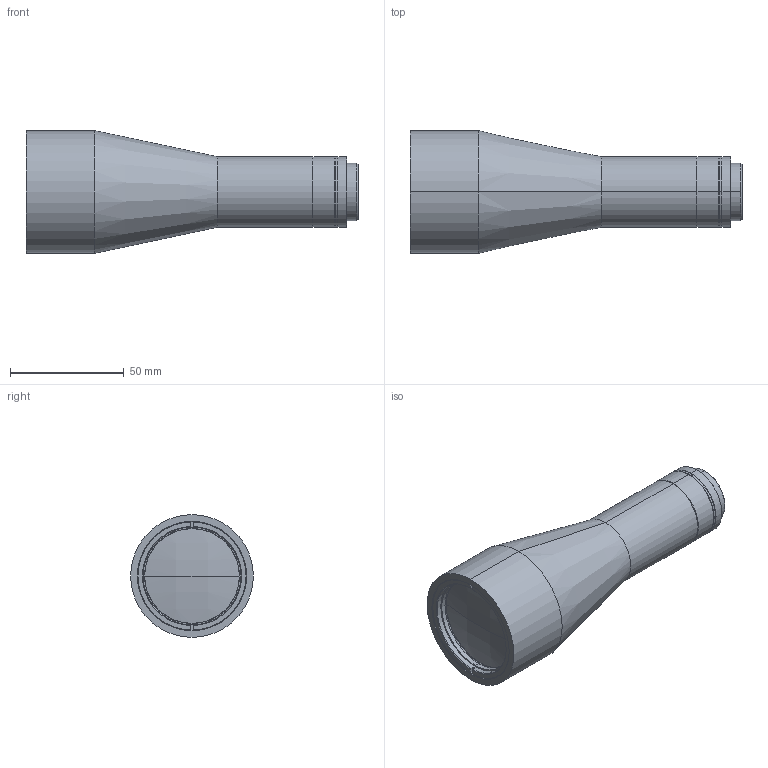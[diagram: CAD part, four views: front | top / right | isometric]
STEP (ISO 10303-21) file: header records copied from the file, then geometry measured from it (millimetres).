
FILE_DESCRIPTION (( 'STEP AP214' ), '1' );
FILE_NAME ('TTL11.5-35-110C.STEP', '2023-05-12T07:16:23', ( '' ), ( '' ), 'SwSTEP 2.0', 'SolidWorks 2022', '' );
FILE_SCHEMA (( 'AUTOMOTIVE_DESIGN' ));
Length unit declared in the file: millimetre
Products named in the file (1): TTL11.5-35-110C
Bounding box: 146 x 54 x 54 mm (x, y, z)
Volume: 107586.7 mm3; surface area: 44541.6 mm2
Topology: 12 solids, 12 shells, 177 faces, 386 edges, 240 vertices
Faces by surface type: cylinder 64, cone 54, plane 43, bspline 16
Entity records: 7190 total; most frequent: CARTESIAN_POINT 1098, DIRECTION 914, ORIENTED_EDGE 772, EDGE_CURVE 386, AXIS2_PLACEMENT_3D 384, VERTEX_POINT 240, CIRCLE 222, EDGE_LOOP 204
